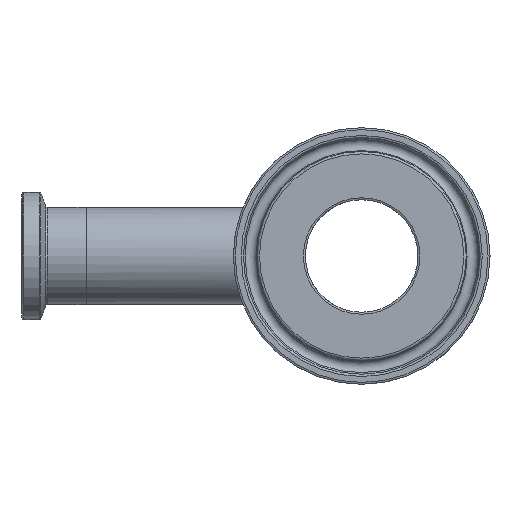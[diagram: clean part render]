
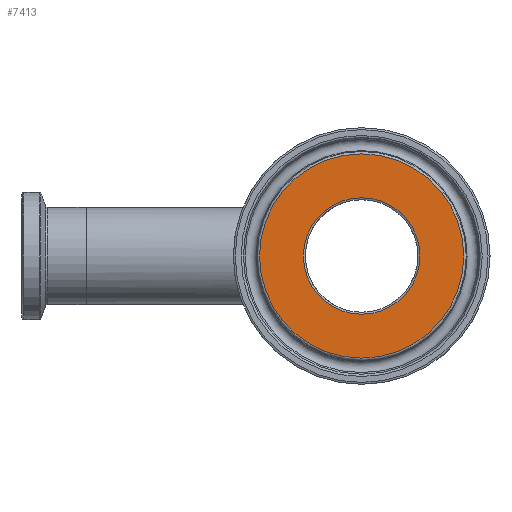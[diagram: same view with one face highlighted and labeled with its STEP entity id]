
A CAD part, left-side view. The second image highlights one B-rep face of the part: STEP entity #7413.
In plain terms, the highlighted planar face has unit normal (-1, 0, 0).
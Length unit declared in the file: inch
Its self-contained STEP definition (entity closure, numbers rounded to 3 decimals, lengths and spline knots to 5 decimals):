
#185=FACE_BOUND('',#1454,.T.);
#375=PLANE('',#7899);
#946=FACE_OUTER_BOUND('',#1453,.T.);
#1453=EDGE_LOOP('',(#6832));
#1454=EDGE_LOOP('',(#6833));
#2629=CIRCLE('',#7898,0.45);
#2630=CIRCLE('',#7900,0.78916);
#3682=VERTEX_POINT('',#16016);
#3683=VERTEX_POINT('',#16019);
#4736=EDGE_CURVE('',#3682,#3682,#2629,.T.);
#4737=EDGE_CURVE('',#3683,#3683,#2630,.T.);
#6832=ORIENTED_EDGE('',*,*,#4737,.F.);
#6833=ORIENTED_EDGE('',*,*,#4736,.F.);
#7413=ADVANCED_FACE('',(#946,#185),#375,.T.);
#7898=AXIS2_PLACEMENT_3D('',#16017,#9353,#9354);
#7899=AXIS2_PLACEMENT_3D('',#16018,#9355,#9356);
#7900=AXIS2_PLACEMENT_3D('',#16020,#9357,#9358);
#9353=DIRECTION('center_axis',(-1.,0.,0.));
#9354=DIRECTION('ref_axis',(0.,-1.,0.));
#9355=DIRECTION('center_axis',(-1.,0.,0.));
#9356=DIRECTION('ref_axis',(0.,0.,1.));
#9357=DIRECTION('center_axis',(1.,0.,0.));
#9358=DIRECTION('ref_axis',(0.,-1.,0.));
#16016=CARTESIAN_POINT('',(-2.625,0.45,0.));
#16017=CARTESIAN_POINT('Origin',(-2.625,0.,0.));
#16018=CARTESIAN_POINT('Origin',(-2.625,0.80316,0.));
#16019=CARTESIAN_POINT('',(-2.625,0.78916,0.));
#16020=CARTESIAN_POINT('Origin',(-2.625,0.,0.));
